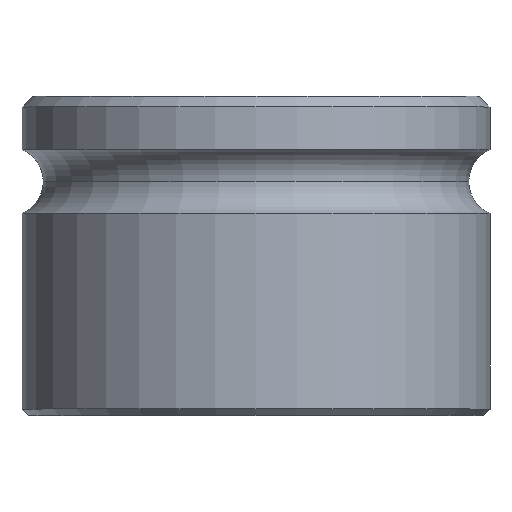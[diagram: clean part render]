
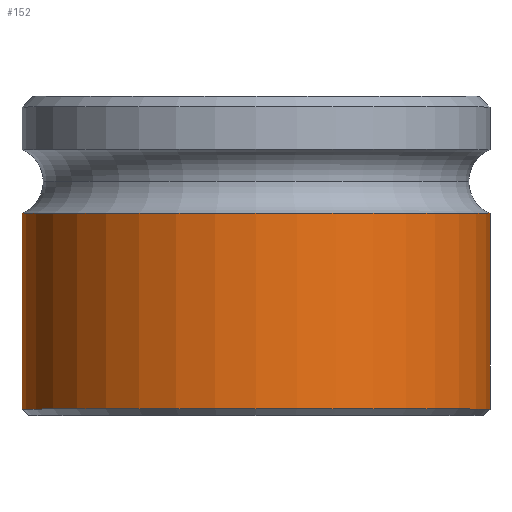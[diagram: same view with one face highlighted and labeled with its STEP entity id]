
A CAD part, top view. The second image highlights one B-rep face of the part: STEP entity #152.
In plain terms, the highlighted cylindrical face has radius 11 mm (diameter 22 mm), a partial arc.
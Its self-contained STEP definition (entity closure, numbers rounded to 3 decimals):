
#5 = VECTOR ( 'NONE', #450, 1000. ) ;
#10 = AXIS2_PLACEMENT_3D ( 'NONE', #342, #382, #387 ) ;
#17 = CIRCLE ( 'NONE', #81, 11. ) ;
#56 = VECTOR ( 'NONE', #459, 1000. ) ;
#81 = AXIS2_PLACEMENT_3D ( 'NONE', #478, #464, #485 ) ;
#145 = EDGE_CURVE ( 'NONE', #654, #647, #974, .T. ) ;
#152 = ADVANCED_FACE ( 'NONE', ( #340 ), #338, .T. ) ;
#170 = EDGE_CURVE ( 'NONE', #653, #647, #442, .T. ) ;
#177 = EDGE_CURVE ( 'NONE', #644, #654, #484, .T. ) ;
#183 = EDGE_CURVE ( 'NONE', #644, #653, #17, .T. ) ;
#298 = CARTESIAN_POINT ( 'NONE',  ( 0., 9.5, 0. ) ) ;
#300 = DIRECTION ( 'NONE',  ( 0., 1., 0. ) ) ;
#301 = DIRECTION ( 'NONE',  ( -1., 0., 0. ) ) ;
#338 = CYLINDRICAL_SURFACE ( 'NONE', #10, 11. ) ;
#340 = FACE_OUTER_BOUND ( 'NONE', #640, .T. ) ;
#342 = CARTESIAN_POINT ( 'NONE',  ( 0., 80.324, 0. ) ) ;
#382 = DIRECTION ( 'NONE',  ( 0., 1., 0. ) ) ;
#387 = DIRECTION ( 'NONE',  ( -1., 0., 0. ) ) ;
#442 = LINE ( 'NONE', #449, #5 ) ;
#449 = CARTESIAN_POINT ( 'NONE',  ( 11., 80.324, 0. ) ) ;
#450 = DIRECTION ( 'NONE',  ( 0., 1., 0. ) ) ;
#455 = CARTESIAN_POINT ( 'NONE',  ( -11., 80.324, 0. ) ) ;
#459 = DIRECTION ( 'NONE',  ( 0., 1., 0. ) ) ;
#464 = DIRECTION ( 'NONE',  ( 0., 1., 0. ) ) ;
#478 = CARTESIAN_POINT ( 'NONE',  ( 0., 0.3, 0. ) ) ;
#484 = LINE ( 'NONE', #455, #56 ) ;
#485 = DIRECTION ( 'NONE',  ( -1., 0., 0. ) ) ;
#507 = CARTESIAN_POINT ( 'NONE',  ( 11., 9.5, 0. ) ) ;
#508 = CARTESIAN_POINT ( 'NONE',  ( 11., 0.3, 0. ) ) ;
#519 = CARTESIAN_POINT ( 'NONE',  ( -11., 9.5, 0. ) ) ;
#533 = CARTESIAN_POINT ( 'NONE',  ( -11., 0.3, 0. ) ) ;
#640 = EDGE_LOOP ( 'NONE', ( #747, #716, #696, #686 ) ) ;
#644 = VERTEX_POINT ( 'NONE', #533 ) ;
#647 = VERTEX_POINT ( 'NONE', #507 ) ;
#653 = VERTEX_POINT ( 'NONE', #508 ) ;
#654 = VERTEX_POINT ( 'NONE', #519 ) ;
#686 = ORIENTED_EDGE ( 'NONE', *, *, #177, .F. ) ;
#696 = ORIENTED_EDGE ( 'NONE', *, *, #145, .F. ) ;
#716 = ORIENTED_EDGE ( 'NONE', *, *, #170, .T. ) ;
#747 = ORIENTED_EDGE ( 'NONE', *, *, #183, .T. ) ;
#974 = CIRCLE ( 'NONE', #982, 11. ) ;
#982 = AXIS2_PLACEMENT_3D ( 'NONE', #298, #300, #301 ) ;
